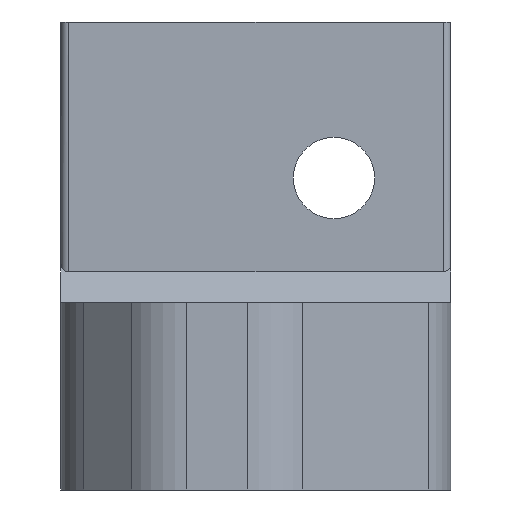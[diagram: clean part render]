
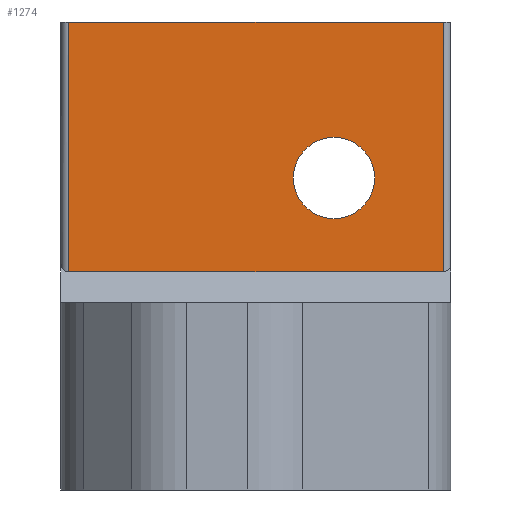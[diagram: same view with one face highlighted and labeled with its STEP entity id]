
A CAD part, left-side view. The second image highlights one B-rep face of the part: STEP entity #1274.
In plain terms, the highlighted planar face has unit normal (-1, 0, 0).
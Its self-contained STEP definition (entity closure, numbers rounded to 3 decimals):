
#4 = EDGE_CURVE ( 'NONE', #908, #1002, #43, .T. ) ;
#10 = EDGE_CURVE ( 'NONE', #1506, #1098, #1070, .T. ) ;
#29 = EDGE_CURVE ( 'NONE', #1098, #947, #418, .T. ) ;
#43 = CIRCLE ( 'NONE', #951, 2.6 ) ;
#44 = EDGE_CURVE ( 'NONE', #1331, #1506, #1032, .T. ) ;
#145 = DIRECTION ( 'NONE',  ( 0., 0., 1. ) ) ;
#182 = DIRECTION ( 'NONE',  ( 1., 0., 0. ) ) ;
#229 = DIRECTION ( 'NONE',  ( 0., -1., 0. ) ) ;
#269 = CARTESIAN_POINT ( 'NONE',  ( -1.5, -7.6, 20. ) ) ;
#281 = FACE_BOUND ( 'NONE', #1319, .T. ) ;
#285 = AXIS2_PLACEMENT_3D ( 'NONE', #889, #1019, #229 ) ;
#320 = CARTESIAN_POINT ( 'NONE',  ( -1.5, 12., 14. ) ) ;
#331 = CARTESIAN_POINT ( 'NONE',  ( -1.5, -5., 20. ) ) ;
#361 = ORIENTED_EDGE ( 'NONE', *, *, #29, .T. ) ;
#406 = VECTOR ( 'NONE', #1267, 1000. ) ;
#418 = LINE ( 'NONE', #462, #1734 ) ;
#421 = AXIS2_PLACEMENT_3D ( 'NONE', #331, #1261, #473 ) ;
#462 = CARTESIAN_POINT ( 'NONE',  ( -1.5, -12., 30. ) ) ;
#473 = DIRECTION ( 'NONE',  ( 0., 1., 0. ) ) ;
#564 = CARTESIAN_POINT ( 'NONE',  ( -1.5, 12., 14. ) ) ;
#649 = ORIENTED_EDGE ( 'NONE', *, *, #44, .T. ) ;
#674 = VECTOR ( 'NONE', #1010, 1000. ) ;
#712 = VECTOR ( 'NONE', #1249, 1000. ) ;
#737 = ORIENTED_EDGE ( 'NONE', *, *, #1735, .F. ) ;
#811 = ORIENTED_EDGE ( 'NONE', *, *, #10, .T. ) ;
#889 = CARTESIAN_POINT ( 'NONE',  ( -1.5, 0., 0. ) ) ;
#908 = VERTEX_POINT ( 'NONE', #1183 ) ;
#947 = VERTEX_POINT ( 'NONE', #1310 ) ;
#951 = AXIS2_PLACEMENT_3D ( 'NONE', #977, #182, #1118 ) ;
#976 = FACE_OUTER_BOUND ( 'NONE', #1709, .T. ) ;
#977 = CARTESIAN_POINT ( 'NONE',  ( -1.5, -5., 20. ) ) ;
#990 = CARTESIAN_POINT ( 'NONE',  ( -1.5, 12.5, 30. ) ) ;
#1002 = VERTEX_POINT ( 'NONE', #269 ) ;
#1010 = DIRECTION ( 'NONE',  ( 0., 0., -1. ) ) ;
#1019 = DIRECTION ( 'NONE',  ( -1., 0., 0. ) ) ;
#1032 = LINE ( 'NONE', #320, #674 ) ;
#1070 = LINE ( 'NONE', #1678, #712 ) ;
#1075 = EDGE_CURVE ( 'NONE', #1002, #908, #1178, .T. ) ;
#1098 = VERTEX_POINT ( 'NONE', #1401 ) ;
#1101 = LINE ( 'NONE', #990, #406 ) ;
#1118 = DIRECTION ( 'NONE',  ( 0., 1., 0. ) ) ;
#1166 = ORIENTED_EDGE ( 'NONE', *, *, #1075, .T. ) ;
#1178 = CIRCLE ( 'NONE', #421, 2.6 ) ;
#1183 = CARTESIAN_POINT ( 'NONE',  ( -1.5, -2.4, 20. ) ) ;
#1249 = DIRECTION ( 'NONE',  ( 0., -1., 0. ) ) ;
#1261 = DIRECTION ( 'NONE',  ( 1., 0., 0. ) ) ;
#1267 = DIRECTION ( 'NONE',  ( 0., -1., 0. ) ) ;
#1274 = ADVANCED_FACE ( 'NONE', ( #281, #976 ), #1551, .T. ) ;
#1310 = CARTESIAN_POINT ( 'NONE',  ( -1.5, -12., 30. ) ) ;
#1319 = EDGE_LOOP ( 'NONE', ( #1353, #1166 ) ) ;
#1331 = VERTEX_POINT ( 'NONE', #1476 ) ;
#1353 = ORIENTED_EDGE ( 'NONE', *, *, #4, .T. ) ;
#1401 = CARTESIAN_POINT ( 'NONE',  ( -1.5, -12., 14. ) ) ;
#1476 = CARTESIAN_POINT ( 'NONE',  ( -1.5, 12., 30. ) ) ;
#1506 = VERTEX_POINT ( 'NONE', #564 ) ;
#1551 = PLANE ( 'NONE',  #285 ) ;
#1678 = CARTESIAN_POINT ( 'NONE',  ( -1.5, -12.5, 14. ) ) ;
#1709 = EDGE_LOOP ( 'NONE', ( #811, #361, #737, #649 ) ) ;
#1734 = VECTOR ( 'NONE', #145, 1000. ) ;
#1735 = EDGE_CURVE ( 'NONE', #1331, #947, #1101, .T. ) ;
